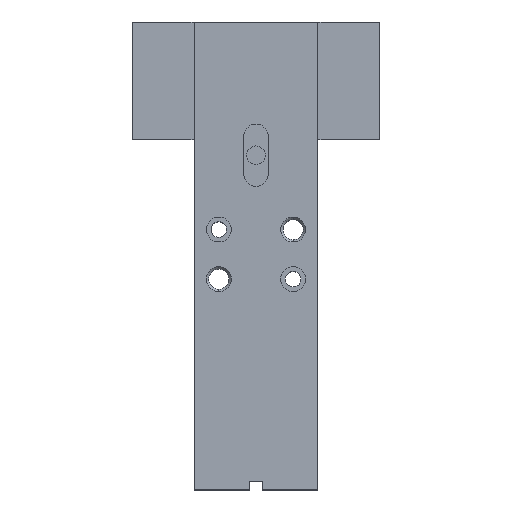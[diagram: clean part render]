
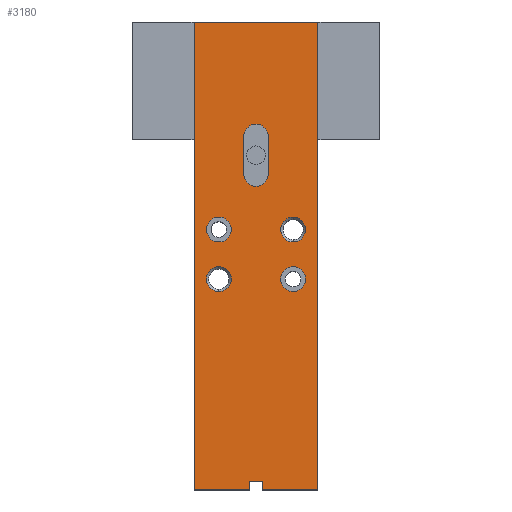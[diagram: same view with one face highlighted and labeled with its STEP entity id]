
A CAD part, top view. The second image highlights one B-rep face of the part: STEP entity #3180.
In plain terms, the highlighted planar face has unit normal (0, 0, 1).
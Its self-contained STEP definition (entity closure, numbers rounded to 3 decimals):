
#1044=CARTESIAN_POINT('',(6.,43.5,10.0));
#1045=VERTEX_POINT('',#1044);
#1054=CARTESIAN_POINT('',(6.,39.5,10.0));
#1055=VERTEX_POINT('',#1054);
#1056=CARTESIAN_POINT('',(6.,41.5,10.0));
#1057=DIRECTION('',(0.0,0.0,-1.0));
#1058=DIRECTION('',(0.0,1.0,0.0));
#1059=AXIS2_PLACEMENT_3D('',#1056,#1057,#1058);
#1060=CIRCLE('',#1059,2.0);
#1061=EDGE_CURVE('',#1055,#1045,#1060,.T.);
#1150=CARTESIAN_POINT('',(-6.,35.5,10.0));
#1151=VERTEX_POINT('',#1150);
#1160=CARTESIAN_POINT('',(-6.,31.5,10.0));
#1161=VERTEX_POINT('',#1160);
#1162=CARTESIAN_POINT('',(-6.,33.5,10.0));
#1163=DIRECTION('',(0.0,0.0,-1.0));
#1164=DIRECTION('',(0.0,1.0,0.0));
#1165=AXIS2_PLACEMENT_3D('',#1162,#1163,#1164);
#1166=CIRCLE('',#1165,2.0);
#1167=EDGE_CURVE('',#1161,#1151,#1166,.T.);
#1256=CARTESIAN_POINT('',(6.,35.5,10.0));
#1257=VERTEX_POINT('',#1256);
#1266=CARTESIAN_POINT('',(6.,31.5,10.0));
#1267=VERTEX_POINT('',#1266);
#1268=CARTESIAN_POINT('',(6.,33.5,10.0));
#1269=DIRECTION('',(0.0,0.0,-1.0));
#1270=DIRECTION('',(0.0,1.0,0.0));
#1271=AXIS2_PLACEMENT_3D('',#1268,#1269,#1270);
#1272=CIRCLE('',#1271,2.0);
#1273=EDGE_CURVE('',#1267,#1257,#1272,.T.);
#1382=CARTESIAN_POINT('',(-6.,43.5,10.0));
#1383=VERTEX_POINT('',#1382);
#1392=CARTESIAN_POINT('',(-6.,39.5,10.0));
#1393=VERTEX_POINT('',#1392);
#1394=CARTESIAN_POINT('',(-6.,41.5,10.0));
#1395=DIRECTION('',(0.0,0.0,-1.0));
#1396=DIRECTION('',(0.0,1.0,0.0));
#1397=AXIS2_PLACEMENT_3D('',#1394,#1395,#1396);
#1398=CIRCLE('',#1397,2.0);
#1399=EDGE_CURVE('',#1393,#1383,#1398,.T.);
#1823=CARTESIAN_POINT('',(-10.0,0.0,10.0));
#1824=VERTEX_POINT('',#1823);
#1831=CARTESIAN_POINT('',(-10.0,75.5,10.0));
#1832=VERTEX_POINT('',#1831);
#1833=CARTESIAN_POINT('',(-10.0,75.5,10.0));
#1834=DIRECTION('',(0.0,-1.0,0.0));
#1835=VECTOR('',#1834,75.5);
#1836=LINE('',#1833,#1835);
#1837=EDGE_CURVE('',#1832,#1824,#1836,.T.);
#1920=CARTESIAN_POINT('',(10.0,0.0,10.0));
#1921=VERTEX_POINT('',#1920);
#1928=CARTESIAN_POINT('',(-10.0,0.0,10.0));
#1929=DIRECTION('',(1.0,0.0,0.0));
#1930=VECTOR('',#1929,20.0);
#1931=LINE('',#1928,#1930);
#1932=EDGE_CURVE('',#1824,#1921,#1931,.T.);
#2073=CARTESIAN_POINT('',(-2.0,24.5,10.0));
#2074=VERTEX_POINT('',#2073);
#2075=CARTESIAN_POINT('',(2.0,24.5,10.0));
#2076=VERTEX_POINT('',#2075);
#2077=CARTESIAN_POINT('',(0.0,24.5,10.0));
#2078=DIRECTION('',(0.0,0.0,-1.0));
#2079=DIRECTION('',(1.0,0.0,0.0));
#2080=AXIS2_PLACEMENT_3D('',#2077,#2078,#2079);
#2081=CIRCLE('',#2080,2.0);
#2082=EDGE_CURVE('',#2074,#2076,#2081,.T.);
#2115=CARTESIAN_POINT('',(2.0,18.5,10.0));
#2116=VERTEX_POINT('',#2115);
#2117=CARTESIAN_POINT('',(2.0,24.5,10.0));
#2118=DIRECTION('',(0.0,-1.0,0.0));
#2119=VECTOR('',#2118,6.0);
#2120=LINE('',#2117,#2119);
#2121=EDGE_CURVE('',#2076,#2116,#2120,.T.);
#2146=CARTESIAN_POINT('',(-2.0,18.5,10.0));
#2147=VERTEX_POINT('',#2146);
#2148=CARTESIAN_POINT('',(0.0,18.5,10.0));
#2149=DIRECTION('',(0.0,0.0,-1.0));
#2150=DIRECTION('',(-1.0,0.0,0.0));
#2151=AXIS2_PLACEMENT_3D('',#2148,#2149,#2150);
#2152=CIRCLE('',#2151,2.0);
#2153=EDGE_CURVE('',#2116,#2147,#2152,.T.);
#2179=CARTESIAN_POINT('',(-2.0,18.5,10.0));
#2180=DIRECTION('',(0.0,1.0,0.0));
#2181=VECTOR('',#2180,6.0);
#2182=LINE('',#2179,#2181);
#2183=EDGE_CURVE('',#2147,#2074,#2182,.T.);
#2302=CARTESIAN_POINT('',(-6.,41.5,10.0));
#2303=DIRECTION('',(0.0,0.0,-1.0));
#2304=DIRECTION('',(0.0,1.0,0.0));
#2305=AXIS2_PLACEMENT_3D('',#2302,#2303,#2304);
#2306=CIRCLE('',#2305,2.0);
#2307=EDGE_CURVE('',#1383,#1393,#2306,.T.);
#2402=CARTESIAN_POINT('',(6.,33.5,10.0));
#2403=DIRECTION('',(0.0,0.0,-1.0));
#2404=DIRECTION('',(0.0,1.0,0.0));
#2405=AXIS2_PLACEMENT_3D('',#2402,#2403,#2404);
#2406=CIRCLE('',#2405,2.0);
#2407=EDGE_CURVE('',#1257,#1267,#2406,.T.);
#2462=CARTESIAN_POINT('',(-6.,33.5,10.0));
#2463=DIRECTION('',(0.0,0.0,-1.0));
#2464=DIRECTION('',(0.0,1.0,0.0));
#2465=AXIS2_PLACEMENT_3D('',#2462,#2463,#2464);
#2466=CIRCLE('',#2465,2.0);
#2467=EDGE_CURVE('',#1151,#1161,#2466,.T.);
#2522=CARTESIAN_POINT('',(6.,41.5,10.0));
#2523=DIRECTION('',(0.0,0.0,-1.0));
#2524=DIRECTION('',(0.0,1.0,0.0));
#2525=AXIS2_PLACEMENT_3D('',#2522,#2523,#2524);
#2526=CIRCLE('',#2525,2.0);
#2527=EDGE_CURVE('',#1045,#1055,#2526,.T.);
#3029=CARTESIAN_POINT('',(-1.0,74.11,10.0));
#3030=VERTEX_POINT('',#3029);
#3031=CARTESIAN_POINT('',(-1.0,75.5,10.0));
#3032=VERTEX_POINT('',#3031);
#3033=CARTESIAN_POINT('',(-1.0,74.11,10.0));
#3034=DIRECTION('',(0.0,1.0,0.0));
#3035=VECTOR('',#3034,1.39);
#3036=LINE('',#3033,#3035);
#3037=EDGE_CURVE('',#3030,#3032,#3036,.T.);
#3083=CARTESIAN_POINT('',(1.0,74.11,10.0));
#3084=VERTEX_POINT('',#3083);
#3085=CARTESIAN_POINT('',(1.0,74.11,10.0));
#3086=DIRECTION('',(-1.0,0.0,0.0));
#3087=VECTOR('',#3086,2.0);
#3088=LINE('',#3085,#3087);
#3089=EDGE_CURVE('',#3084,#3030,#3088,.T.);
#3107=CARTESIAN_POINT('',(1.0,75.5,10.0));
#3108=VERTEX_POINT('',#3107);
#3109=CARTESIAN_POINT('',(1.0,75.5,10.0));
#3110=DIRECTION('',(0.0,-1.0,0.0));
#3111=VECTOR('',#3110,1.39);
#3112=LINE('',#3109,#3111);
#3113=EDGE_CURVE('',#3108,#3084,#3112,.T.);
#3126=CARTESIAN_POINT('',(0.0,0.0,10.0));
#3127=DIRECTION('',(0.0,0.0,1.0));
#3128=DIRECTION('',(1.0,0.0,0.0));
#3129=AXIS2_PLACEMENT_3D('',#3126,#3127,#3128);
#3130=PLANE('',#3129);
#3131=ORIENTED_EDGE('',*,*,#3113,.T.);
#3132=ORIENTED_EDGE('',*,*,#3089,.T.);
#3133=ORIENTED_EDGE('',*,*,#3037,.T.);
#3134=CARTESIAN_POINT('',(-1.0,75.5,10.0));
#3135=DIRECTION('',(-1.0,0.0,0.0));
#3136=VECTOR('',#3135,9.0);
#3137=LINE('',#3134,#3136);
#3138=EDGE_CURVE('',#3032,#1832,#3137,.T.);
#3139=ORIENTED_EDGE('',*,*,#3138,.T.);
#3140=ORIENTED_EDGE('',*,*,#1837,.T.);
#3141=ORIENTED_EDGE('',*,*,#1932,.T.);
#3142=CARTESIAN_POINT('',(10.0,75.5,10.0));
#3143=VERTEX_POINT('',#3142);
#3144=CARTESIAN_POINT('',(10.0,0.0,10.0));
#3145=DIRECTION('',(0.0,1.0,0.0));
#3146=VECTOR('',#3145,75.5);
#3147=LINE('',#3144,#3146);
#3148=EDGE_CURVE('',#1921,#3143,#3147,.T.);
#3149=ORIENTED_EDGE('',*,*,#3148,.T.);
#3150=CARTESIAN_POINT('',(10.0,75.5,10.0));
#3151=DIRECTION('',(-1.0,0.0,0.0));
#3152=VECTOR('',#3151,9.0);
#3153=LINE('',#3150,#3152);
#3154=EDGE_CURVE('',#3143,#3108,#3153,.T.);
#3155=ORIENTED_EDGE('',*,*,#3154,.T.);
#3156=EDGE_LOOP('',(#3131,#3132,#3133,#3139,#3140,#3141,#3149,#3155));
#3157=FACE_OUTER_BOUND('',#3156,.T.);
#3158=ORIENTED_EDGE('',*,*,#2307,.T.);
#3159=ORIENTED_EDGE('',*,*,#1399,.T.);
#3160=EDGE_LOOP('',(#3158,#3159));
#3161=FACE_BOUND('',#3160,.T.);
#3162=ORIENTED_EDGE('',*,*,#2407,.T.);
#3163=ORIENTED_EDGE('',*,*,#1273,.T.);
#3164=EDGE_LOOP('',(#3162,#3163));
#3165=FACE_BOUND('',#3164,.T.);
#3166=ORIENTED_EDGE('',*,*,#2467,.T.);
#3167=ORIENTED_EDGE('',*,*,#1167,.T.);
#3168=EDGE_LOOP('',(#3166,#3167));
#3169=FACE_BOUND('',#3168,.T.);
#3170=ORIENTED_EDGE('',*,*,#2527,.T.);
#3171=ORIENTED_EDGE('',*,*,#1061,.T.);
#3172=EDGE_LOOP('',(#3170,#3171));
#3173=FACE_BOUND('',#3172,.T.);
#3174=ORIENTED_EDGE('',*,*,#2153,.T.);
#3175=ORIENTED_EDGE('',*,*,#2183,.T.);
#3176=ORIENTED_EDGE('',*,*,#2082,.T.);
#3177=ORIENTED_EDGE('',*,*,#2121,.T.);
#3178=EDGE_LOOP('',(#3174,#3175,#3176,#3177));
#3179=FACE_BOUND('',#3178,.T.);
#3180=ADVANCED_FACE('',(#3157,#3161,#3165,#3169,#3173,#3179),#3130,.T.);
